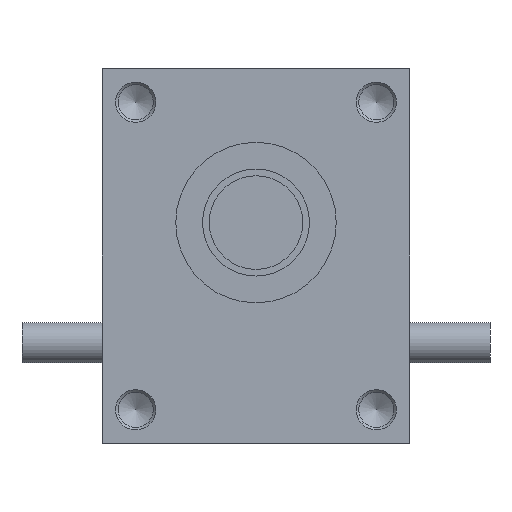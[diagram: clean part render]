
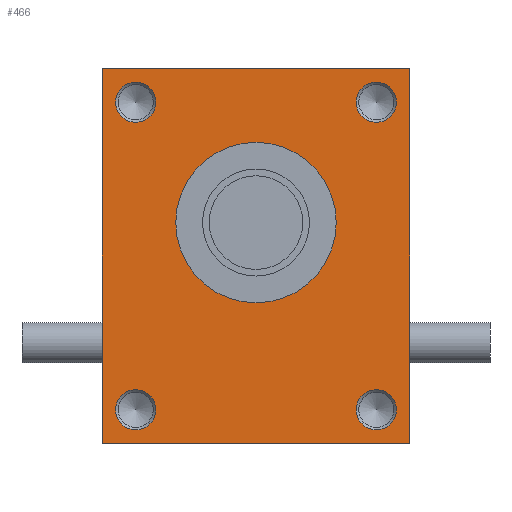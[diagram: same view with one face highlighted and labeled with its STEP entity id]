
A CAD part, front view. The second image highlights one B-rep face of the part: STEP entity #466.
In plain terms, the highlighted planar face has unit normal (0, -1, 0).
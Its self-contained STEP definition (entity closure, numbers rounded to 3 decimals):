
#466 = ADVANCED_FACE( '', ( #1048, #1049, #1050, #1051, #1052, #1053 ), #1054, .F. );
#1048 = FACE_BOUND( '', #1811, .T. );
#1049 = FACE_BOUND( '', #1812, .T. );
#1050 = FACE_BOUND( '', #1813, .T. );
#1051 = FACE_BOUND( '', #1814, .T. );
#1052 = FACE_BOUND( '', #1815, .T. );
#1053 = FACE_OUTER_BOUND( '', #1816, .T. );
#1054 = PLANE( '', #1817 );
#1811 = EDGE_LOOP( '', ( #2844 ) );
#1812 = EDGE_LOOP( '', ( #2845 ) );
#1813 = EDGE_LOOP( '', ( #2846 ) );
#1814 = EDGE_LOOP( '', ( #2847 ) );
#1815 = EDGE_LOOP( '', ( #2848 ) );
#1816 = EDGE_LOOP( '', ( #2849, #2850, #2851, #2852 ) );
#1817 = AXIS2_PLACEMENT_3D( '', #2853, #2854, #2855 );
#2844 = ORIENTED_EDGE( '', *, *, #4262, .F. );
#2845 = ORIENTED_EDGE( '', *, *, #4263, .F. );
#2846 = ORIENTED_EDGE( '', *, *, #4264, .F. );
#2847 = ORIENTED_EDGE( '', *, *, #4055, .F. );
#2848 = ORIENTED_EDGE( '', *, *, #4265, .T. );
#2849 = ORIENTED_EDGE( '', *, *, #4266, .T. );
#2850 = ORIENTED_EDGE( '', *, *, #4267, .F. );
#2851 = ORIENTED_EDGE( '', *, *, #4170, .F. );
#2852 = ORIENTED_EDGE( '', *, *, #4077, .T. );
#2853 = CARTESIAN_POINT( '', ( -115., -88., 140. ) );
#2854 = DIRECTION( '', ( 0., 1., 0. ) );
#2855 = DIRECTION( '', ( 0., 0., 1. ) );
#4055 = EDGE_CURVE( '', #4754, #4754, #4755, .T. );
#4077 = EDGE_CURVE( '', #4790, #4788, #4791, .T. );
#4170 = EDGE_CURVE( '', #4790, #4936, #4937, .T. );
#4262 = EDGE_CURVE( '', #5083, #5083, #5084, .T. );
#4263 = EDGE_CURVE( '', #5085, #5085, #5086, .T. );
#4264 = EDGE_CURVE( '', #5087, #5087, #5088, .T. );
#4265 = EDGE_CURVE( '', #5089, #5089, #5090, .T. );
#4266 = EDGE_CURVE( '', #4788, #5091, #5092, .T. );
#4267 = EDGE_CURVE( '', #4936, #5091, #5093, .T. );
#4754 = VERTEX_POINT( '', #5715 );
#4755 = CIRCLE( '', #5716, 15. );
#4788 = VERTEX_POINT( '', #5751 );
#4790 = VERTEX_POINT( '', #5754 );
#4791 = LINE( '', #5755, #5756 );
#4936 = VERTEX_POINT( '', #6000 );
#4937 = LINE( '', #6001, #6002 );
#5083 = VERTEX_POINT( '', #6193 );
#5084 = CIRCLE( '', #6194, 15. );
#5085 = VERTEX_POINT( '', #6195 );
#5086 = CIRCLE( '', #6196, 15. );
#5087 = VERTEX_POINT( '', #6197 );
#5088 = CIRCLE( '', #6198, 15. );
#5089 = VERTEX_POINT( '', #6199 );
#5090 = CIRCLE( '', #6200, 60. );
#5091 = VERTEX_POINT( '', #6201 );
#5092 = LINE( '', #6202, #6203 );
#5093 = LINE( '', #6204, #6205 );
#5715 = CARTESIAN_POINT( '', ( 90., -88., -130. ) );
#5716 = AXIS2_PLACEMENT_3D( '', #6886, #6887, #6888 );
#5751 = CARTESIAN_POINT( '', ( -115., -88., -140. ) );
#5754 = CARTESIAN_POINT( '', ( -115., -88., 140. ) );
#5755 = CARTESIAN_POINT( '', ( -115., -88., 140. ) );
#5756 = VECTOR( '', #6925, 1000. );
#6000 = CARTESIAN_POINT( '', ( 115., -88., 140. ) );
#6001 = CARTESIAN_POINT( '', ( -115., -88., 140. ) );
#6002 = VECTOR( '', #7035, 1000. );
#6193 = CARTESIAN_POINT( '', ( -90., -88., -130. ) );
#6194 = AXIS2_PLACEMENT_3D( '', #7150, #7151, #7152 );
#6195 = CARTESIAN_POINT( '', ( -90., -88., 100. ) );
#6196 = AXIS2_PLACEMENT_3D( '', #7153, #7154, #7155 );
#6197 = CARTESIAN_POINT( '', ( 90., -88., 100. ) );
#6198 = AXIS2_PLACEMENT_3D( '', #7156, #7157, #7158 );
#6199 = CARTESIAN_POINT( '', ( 60., -88., 25. ) );
#6200 = AXIS2_PLACEMENT_3D( '', #7159, #7160, #7161 );
#6201 = CARTESIAN_POINT( '', ( 115., -88., -140. ) );
#6202 = CARTESIAN_POINT( '', ( -115., -88., -140. ) );
#6203 = VECTOR( '', #7162, 1000. );
#6204 = CARTESIAN_POINT( '', ( 115., -88., 140. ) );
#6205 = VECTOR( '', #7163, 1000. );
#6886 = CARTESIAN_POINT( '', ( 90., -88., -115. ) );
#6887 = DIRECTION( '', ( 0., -1., 0. ) );
#6888 = DIRECTION( '', ( 0., 0., -1. ) );
#6925 = DIRECTION( '', ( 0., 0., -1. ) );
#7035 = DIRECTION( '', ( 1., 0., 0. ) );
#7150 = CARTESIAN_POINT( '', ( -90., -88., -115. ) );
#7151 = DIRECTION( '', ( 0., -1., 0. ) );
#7152 = DIRECTION( '', ( 0., 0., -1. ) );
#7153 = CARTESIAN_POINT( '', ( -90., -88., 115. ) );
#7154 = DIRECTION( '', ( 0., -1., 0. ) );
#7155 = DIRECTION( '', ( 0., 0., -1. ) );
#7156 = CARTESIAN_POINT( '', ( 90., -88., 115. ) );
#7157 = DIRECTION( '', ( 0., -1., 0. ) );
#7158 = DIRECTION( '', ( 0., 0., -1. ) );
#7159 = CARTESIAN_POINT( '', ( 0., -88., 25. ) );
#7160 = DIRECTION( '', ( 0., 1., 0. ) );
#7161 = DIRECTION( '', ( 1., 0., 0. ) );
#7162 = DIRECTION( '', ( 1., 0., 0. ) );
#7163 = DIRECTION( '', ( 0., 0., -1. ) );
